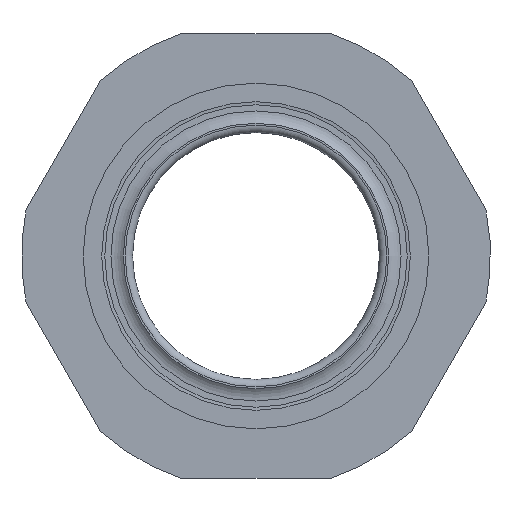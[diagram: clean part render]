
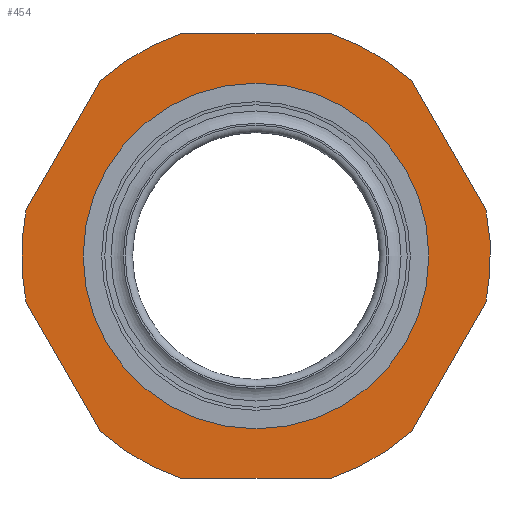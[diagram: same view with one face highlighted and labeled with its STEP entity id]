
A CAD part, front view. The second image highlights one B-rep face of the part: STEP entity #454.
In plain terms, the highlighted planar face has unit normal (0, -1, 0).
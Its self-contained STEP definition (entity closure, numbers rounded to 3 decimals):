
#454=ADVANCED_FACE('',(#1447,#1449),#1451,.T.);
#1447=FACE_BOUND('',#1448,.T.);
#1448=EDGE_LOOP('',(#2231,#2232,#2233,#2234,#2235,#2236,#2237,#2238,#2239,#2240,
#2241,#2242));
#1449=FACE_BOUND('',#1450,.T.);
#1450=EDGE_LOOP('',(#2243));
#1451=PLANE('',#1452);
#1452=AXIS2_PLACEMENT_3D('',#1453,#1454,#1455);
#1453=CARTESIAN_POINT('',(0.,-18.744,0.));
#1454=DIRECTION('',(0.,-1.,0.));
#1455=DIRECTION('',(-0.5,0.,0.866));
#2231=ORIENTED_EDGE('',*,*,#2690,.T.);
#2232=ORIENTED_EDGE('',*,*,#2673,.T.);
#2233=ORIENTED_EDGE('',*,*,#2691,.T.);
#2234=ORIENTED_EDGE('',*,*,#2687,.T.);
#2235=ORIENTED_EDGE('',*,*,#2692,.T.);
#2236=ORIENTED_EDGE('',*,*,#2683,.T.);
#2237=ORIENTED_EDGE('',*,*,#2693,.T.);
#2238=ORIENTED_EDGE('',*,*,#2679,.T.);
#2239=ORIENTED_EDGE('',*,*,#2694,.T.);
#2240=ORIENTED_EDGE('',*,*,#2675,.T.);
#2241=ORIENTED_EDGE('',*,*,#2695,.T.);
#2242=ORIENTED_EDGE('',*,*,#2667,.T.);
#2243=ORIENTED_EDGE('',*,*,#2696,.F.);
#2667=EDGE_CURVE('',#2981,#2979,#2982,.T.);
#2673=EDGE_CURVE('',#2986,#2991,#2993,.T.);
#2675=EDGE_CURVE('',#2997,#2995,#2998,.T.);
#2679=EDGE_CURVE('',#3005,#3003,#3006,.T.);
#2683=EDGE_CURVE('',#3013,#3011,#3014,.T.);
#2687=EDGE_CURVE('',#3021,#3019,#3022,.T.);
#2690=EDGE_CURVE('',#2979,#2986,#3026,.T.);
#2691=EDGE_CURVE('',#2991,#3021,#3027,.T.);
#2692=EDGE_CURVE('',#3019,#3013,#3028,.T.);
#2693=EDGE_CURVE('',#3011,#3005,#3029,.T.);
#2694=EDGE_CURVE('',#3003,#2997,#3030,.T.);
#2695=EDGE_CURVE('',#2995,#2981,#3031,.T.);
#2696=EDGE_CURVE('',#3032,#3032,#3033,.T.);
#2979=VERTEX_POINT('',#3614);
#2981=VERTEX_POINT('',#3618);
#2982=CIRCLE('',#3619,19.);
#2986=VERTEX_POINT('',#3631);
#2991=VERTEX_POINT('',#3641);
#2993=CIRCLE('',#3645,19.);
#2995=VERTEX_POINT('',#3650);
#2997=VERTEX_POINT('',#3654);
#2998=CIRCLE('',#3655,19.);
#3003=VERTEX_POINT('',#3668);
#3005=VERTEX_POINT('',#3672);
#3006=CIRCLE('',#3673,19.);
#3011=VERTEX_POINT('',#3686);
#3013=VERTEX_POINT('',#3690);
#3014=CIRCLE('',#3691,19.);
#3019=VERTEX_POINT('',#3704);
#3021=VERTEX_POINT('',#3708);
#3022=CIRCLE('',#3709,19.);
#3026=LINE('',#3721,#3722);
#3027=LINE('',#3724,#3725);
#3028=LINE('',#3727,#3728);
#3029=LINE('',#3730,#3731);
#3030=LINE('',#3733,#3734);
#3031=LINE('',#3736,#3737);
#3032=VERTEX_POINT('',#3739);
#3033=CIRCLE('',#3740,14.);
#3614=CARTESIAN_POINT('',(6.083,-18.744,18.));
#3618=CARTESIAN_POINT('',(12.547,-18.744,14.268));
#3619=AXIS2_PLACEMENT_3D('',#3620,#3621,#3622);
#3620=CARTESIAN_POINT('',(0.,-18.744,0.));
#3621=DIRECTION('',(0.,-1.,0.));
#3622=DIRECTION('',(0.66,0.,0.751));
#3631=CARTESIAN_POINT('',(-6.083,-18.744,18.));
#3641=CARTESIAN_POINT('',(-12.547,-18.744,14.268));
#3645=AXIS2_PLACEMENT_3D('',#3646,#3647,#3648);
#3646=CARTESIAN_POINT('',(0.,-18.744,0.));
#3647=DIRECTION('',(0.,-1.,0.));
#3648=DIRECTION('',(-0.32,0.,0.947));
#3650=CARTESIAN_POINT('',(18.63,-18.744,3.732));
#3654=CARTESIAN_POINT('',(18.63,-18.744,-3.732));
#3655=AXIS2_PLACEMENT_3D('',#3656,#3657,#3658);
#3656=CARTESIAN_POINT('',(0.,-18.744,0.));
#3657=DIRECTION('',(0.,-1.,0.));
#3658=DIRECTION('',(0.981,0.,-0.196));
#3668=CARTESIAN_POINT('',(12.547,-18.744,-14.268));
#3672=CARTESIAN_POINT('',(6.083,-18.744,-18.));
#3673=AXIS2_PLACEMENT_3D('',#3674,#3675,#3676);
#3674=CARTESIAN_POINT('',(0.,-18.744,0.));
#3675=DIRECTION('',(0.,-1.,0.));
#3676=DIRECTION('',(0.32,0.,-0.947));
#3686=CARTESIAN_POINT('',(-6.083,-18.744,-18.));
#3690=CARTESIAN_POINT('',(-12.547,-18.744,-14.268));
#3691=AXIS2_PLACEMENT_3D('',#3692,#3693,#3694);
#3692=CARTESIAN_POINT('',(0.,-18.744,0.));
#3693=DIRECTION('',(0.,-1.,0.));
#3694=DIRECTION('',(-0.66,0.,-0.751));
#3704=CARTESIAN_POINT('',(-18.63,-18.744,-3.732));
#3708=CARTESIAN_POINT('',(-18.63,-18.744,3.732));
#3709=AXIS2_PLACEMENT_3D('',#3710,#3711,#3712);
#3710=CARTESIAN_POINT('',(0.,-18.744,0.));
#3711=DIRECTION('',(0.,-1.,0.));
#3712=DIRECTION('',(-0.981,0.,0.196));
#3721=CARTESIAN_POINT('',(6.083,-18.744,18.));
#3722=VECTOR('',#3723,1.);
#3723=DIRECTION('',(-1.,0.,0.));
#3724=CARTESIAN_POINT('',(-12.547,-18.744,14.268));
#3725=VECTOR('',#3726,1.);
#3726=DIRECTION('',(-0.5,0.,-0.866));
#3727=CARTESIAN_POINT('',(-18.63,-18.744,-3.732));
#3728=VECTOR('',#3729,1.);
#3729=DIRECTION('',(0.5,0.,-0.866));
#3730=CARTESIAN_POINT('',(-6.083,-18.744,-18.));
#3731=VECTOR('',#3732,1.);
#3732=DIRECTION('',(1.,0.,0.));
#3733=CARTESIAN_POINT('',(12.547,-18.744,-14.268));
#3734=VECTOR('',#3735,1.);
#3735=DIRECTION('',(0.5,0.,0.866));
#3736=CARTESIAN_POINT('',(18.63,-18.744,3.732));
#3737=VECTOR('',#3738,1.);
#3738=DIRECTION('',(-0.5,0.,0.866));
#3739=CARTESIAN_POINT('',(-7.,-18.744,12.124));
#3740=AXIS2_PLACEMENT_3D('',#3741,#3742,#3743);
#3741=CARTESIAN_POINT('',(0.,-18.744,0.));
#3742=DIRECTION('',(0.,-1.,0.));
#3743=DIRECTION('',(-0.5,0.,0.866));
